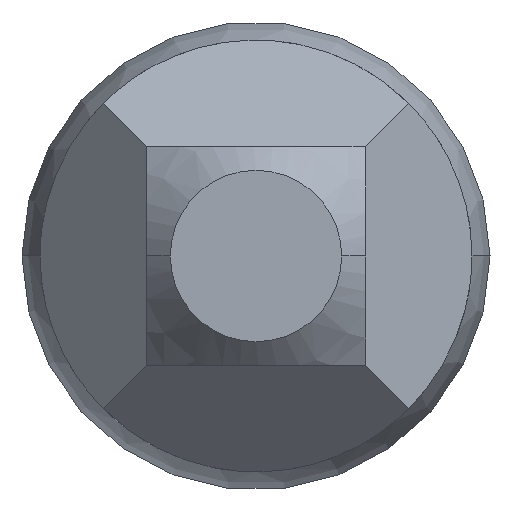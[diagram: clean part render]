
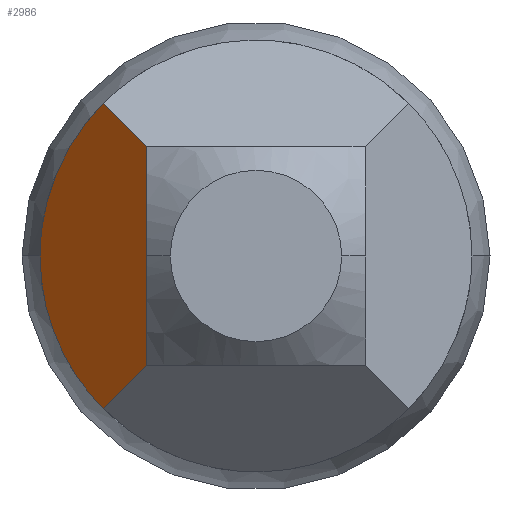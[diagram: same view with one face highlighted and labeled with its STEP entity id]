
A CAD part, front view. The second image highlights one B-rep face of the part: STEP entity #2986.
In plain terms, the highlighted planar face has unit normal (-0.707, -0.707, 0).
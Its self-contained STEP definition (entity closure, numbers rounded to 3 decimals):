
#123 = DIRECTION ( 'NONE',  ( 0., 0., -1. ) ) ;
#142 = DIRECTION ( 'NONE',  ( 0.707, 0.707, 0. ) ) ;
#155 = EDGE_CURVE ( 'Defeature ausgef�hrt1_17+Defeature ausgef�hrt1_19+Defeature ausgef�hrt1_0+Defeature ausgef�hrt1_16', #1273, #1845, #1595, .T. ) ;
#291 = CARTESIAN_POINT ( 'NONE',  ( -0.445, -22.475, -0.445 ) ) ;
#324 = ORIENTED_EDGE ( 'NONE', *, *, #360, .T. ) ;
#360 = EDGE_CURVE ( 'Defeature ausgef�hrt1_17+Defeature ausgef�hrt1_0+Defeature ausgef�hrt1_15+Defeature ausgef�hrt1_19', #1222, #1273, #3178, .T. ) ;
#369 = DIRECTION ( 'NONE',  ( -0.707, 0.707, 0. ) ) ;
#398 = CARTESIAN_POINT ( 'NONE',  ( -0.32, -22.6, 0.685 ) ) ;
#711 = VERTEX_POINT ( 'NONE', #2393 ) ;
#713 = CARTESIAN_POINT ( 'NONE',  ( 0.015, -22.935, -0.015 ) ) ;
#716 = LINE ( 'NONE', #1349, #2917 ) ;
#781 = CARTESIAN_POINT ( 'NONE',  ( -0.63, -22.29, 0. ) ) ;
#804 = VECTOR ( 'NONE', #2215, 1000. ) ;
#1037 = ORIENTED_EDGE ( 'NONE', *, *, #2645, .F. ) ;
#1069 = CARTESIAN_POINT ( 'NONE',  ( -0.565, -22.355, -0.326 ) ) ;
#1102 =( BOUNDED_CURVE ( )  B_SPLINE_CURVE ( 3, ( #3030, #2776, #1290, #781 ),
 .UNSPECIFIED., .F., .F. ) 
 B_SPLINE_CURVE_WITH_KNOTS ( ( 4, 4 ),
 ( 5.498, 6.283 ),
 .UNSPECIFIED. ) 
 CURVE ( )  GEOMETRIC_REPRESENTATION_ITEM ( )  RATIONAL_B_SPLINE_CURVE ( ( 1., 0.949, 0.949, 1. ) ) 
 REPRESENTATION_ITEM ( '' )  );
#1116 = LINE ( 'NONE', #713, #804 ) ;
#1222 = VERTEX_POINT ( 'NONE', #1982 ) ;
#1273 = VERTEX_POINT ( 'NONE', #1565 ) ;
#1290 = CARTESIAN_POINT ( 'NONE',  ( -0.63, -22.29, 0.169 ) ) ;
#1305 = DIRECTION ( 'NONE',  ( 0.577, -0.577, 0.577 ) ) ;
#1349 = CARTESIAN_POINT ( 'NONE',  ( -0.32, -22.6, 0.685 ) ) ;
#1414 = ORIENTED_EDGE ( 'NONE', *, *, #2571, .F. ) ;
#1417 = EDGE_CURVE ( 'Defeature ausgef�hrt1_17+Defeature ausgef�hrt1_0+Defeature ausgef�hrt1_15+Defeature ausgef�hrt1_19', #2164, #1222, #1102, .T. ) ;
#1430 = VECTOR ( 'NONE', #1305, 1000. ) ;
#1538 = CARTESIAN_POINT ( 'NONE',  ( -0.32, -22.6, -0.32 ) ) ;
#1565 = CARTESIAN_POINT ( 'NONE',  ( -0.445, -22.475, -0.445 ) ) ;
#1570 = CARTESIAN_POINT ( 'NONE',  ( -0.63, -22.29, -0.169 ) ) ;
#1595 = LINE ( 'NONE', #1833, #1430 ) ;
#1619 = PLANE ( 'NONE',  #2684 ) ;
#1833 = CARTESIAN_POINT ( 'NONE',  ( 0.015, -22.935, 0.015 ) ) ;
#1845 = VERTEX_POINT ( 'NONE', #1538 ) ;
#1887 = FACE_OUTER_BOUND ( 'NONE', #1948, .T. ) ;
#1948 = EDGE_LOOP ( 'NONE', ( #2709, #324, #2124, #1414, #1037 ) ) ;
#1982 = CARTESIAN_POINT ( 'NONE',  ( -0.63, -22.29, 0. ) ) ;
#2124 = ORIENTED_EDGE ( 'NONE', *, *, #155, .T. ) ;
#2164 = VERTEX_POINT ( 'NONE', #2941 ) ;
#2215 = DIRECTION ( 'NONE',  ( 0.577, -0.577, -0.577 ) ) ;
#2393 = CARTESIAN_POINT ( 'NONE',  ( -0.32, -22.6, 0.32 ) ) ;
#2571 = EDGE_CURVE ( 'Defeature ausgef�hrt1_16+Defeature ausgef�hrt1_17+Defeature ausgef�hrt1_14+Defeature ausgef�hrt1_18', #711, #1845, #716, .T. ) ;
#2645 = EDGE_CURVE ( 'Defeature ausgef�hrt1_15+Defeature ausgef�hrt1_17+Defeature ausgef�hrt1_0+Defeature ausgef�hrt1_14', #2164, #711, #1116, .T. ) ;
#2684 = AXIS2_PLACEMENT_3D ( 'NONE', #398, #142, #369 ) ;
#2709 = ORIENTED_EDGE ( 'NONE', *, *, #1417, .T. ) ;
#2776 = CARTESIAN_POINT ( 'NONE',  ( -0.565, -22.355, 0.326 ) ) ;
#2917 = VECTOR ( 'NONE', #123, 1000. ) ;
#2941 = CARTESIAN_POINT ( 'NONE',  ( -0.445, -22.475, 0.445 ) ) ;
#2986 = ADVANCED_FACE ( 'Defeature ausgef�hrt1_17', ( #1887 ), #1619, .F. ) ;
#3016 = CARTESIAN_POINT ( 'NONE',  ( -0.63, -22.29, 0. ) ) ;
#3030 = CARTESIAN_POINT ( 'NONE',  ( -0.445, -22.475, 0.445 ) ) ;
#3178 =( BOUNDED_CURVE ( )  B_SPLINE_CURVE ( 3, ( #3016, #1570, #1069, #291 ),
 .UNSPECIFIED., .F., .F. ) 
 B_SPLINE_CURVE_WITH_KNOTS ( ( 4, 4 ),
 ( 0., 0.785 ),
 .UNSPECIFIED. ) 
 CURVE ( )  GEOMETRIC_REPRESENTATION_ITEM ( )  RATIONAL_B_SPLINE_CURVE ( ( 1., 0.949, 0.949, 1. ) ) 
 REPRESENTATION_ITEM ( '' )  );
